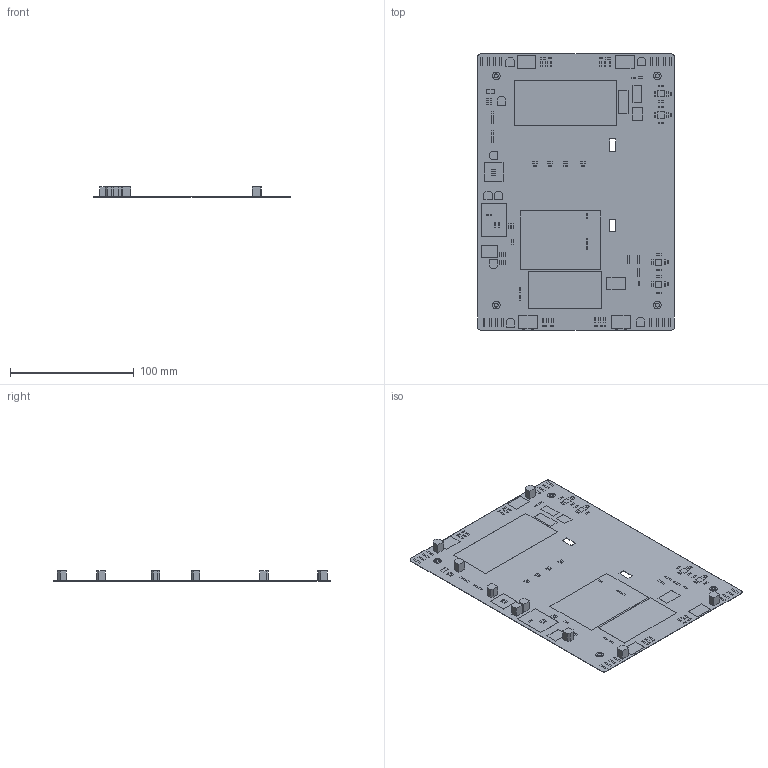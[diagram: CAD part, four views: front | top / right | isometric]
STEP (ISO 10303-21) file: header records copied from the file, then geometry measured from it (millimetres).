
FILE_DESCRIPTION(('STEP AP214'),'1');
FILE_NAME('Donald_AR_final2.step','2019-06-08T11:36:45',(' '),(' '),'Spatial InterOp 3D',' ',' ');
FILE_SCHEMA(('automotive_design'));
Length unit declared in the file: millimetre
Products named in the file (65): DesignRootModel; uid__60190; Submodel-noModelForPart_MTHOLE4_2985456872; placementOutline; Submodel-MTHOLE4_2985456872_part; Submodel-noModelForPart_FUSE_SOCKET_3489675904; Submodel-FUSE_SOCKET_3489675904_part; Submodel-noModelForPart_D1D40_2125953393; Submodel-D1D40_2125953393_part; Submodel-noModelForPart_CAP0805_2584229833; Submodel-CAP0805_2584229833_part; Submodel-noModelForPart_CAP-PO_3341295452; Submodel-CAP-PO_3341295452_part; Submodel-noModelForPart_REGULATOR-1117_754741559; Submodel-REGULATOR-1117_754741559_part; Submodel-noModelForPart_TESTPIN_3219705766; Submodel-TESTPIN_3219705766_part; Submodel-noModelForPart_3TESTPIN_1325198526; Submodel-3TESTPIN_1325198526_part; Submodel-noModelForPart_RES-1_slash_4W_2584229833; Submodel-RES-1_slash_4W_2584229833_part; Submodel-noModelForPart_MODULE_IMU_ADAFRUIT-BNO055_104348580; Submodel-MODULE_IMU_ADAFRUIT-BNO055_104348580_part; Submodel-noModelForPart_MY-LED_1402196824; Submodel-MY-LED_1402196824_part; Submodel-noModelForPart_FET-IRLZ44N_236013308; Submodel-FET-IRLZ44N_236013308_part; Submodel-noModelForPart_CONNECTOR-KF129-7.62-2P_3929300684; Submodel-CONNECTOR-KF129-7.62-2P_3929300684_part; Submodel-noModelForPart_BUTTON-NORAMAL-SWITCH_1388090123; Submodel-BUTTON-NORAMAL-SWITCH_1388090123_part; Submodel-noModelForPart_MODULE_DISTANCE_GY-530_VL53L0X_709448486; Submodel-MODULE_DISTANCE_GY-530_VL53L0X_709448486_part; Submodel-noModelForPart_MODULE_IMU_JY61_MPU6050_1315612332; Submodel-MODULE_IMU_JY61_MPU6050_1315612332_part; Submodel-noModelForPart_MCU-NUCLEO-STM32F446_2791632484; Submodel-MCU-NUCLEO-STM32F446_2791632484_part; Submodel-noModelForPart_ESTOP_3071082655; Submodel-ESTOP_3071082655_part; Submodel-noModelForPart_CONNECTOR-XT60-POWER_1244746098 ...
Assembly tree (169 placements, depth 4):
  DesignRootModel
    uid__60190
    Submodel-MTHOLE4_2985456872_part  x4
      Submodel-noModelForPart_MTHOLE4_2985456872
        placementOutline
        placementOutline
    Submodel-FUSE_SOCKET_3489675904_part
      Submodel-noModelForPart_FUSE_SOCKET_3489675904
        placementOutline
    Submodel-D1D40_2125953393_part
      Submodel-noModelForPart_D1D40_2125953393
        placementOutline
    Submodel-CAP0805_2584229833_part  x16
      Submodel-noModelForPart_CAP0805_2584229833
        placementOutline
    Submodel-CAP-PO_3341295452_part  x9
      Submodel-noModelForPart_CAP-PO_3341295452
        placementOutline
    Submodel-REGULATOR-1117_754741559_part
      Submodel-noModelForPart_REGULATOR-1117_754741559
        placementOutline
    Submodel-TESTPIN_3219705766_part  x2
      Submodel-noModelForPart_TESTPIN_3219705766
        placementOutline
    Submodel-3TESTPIN_1325198526_part  x21
      Submodel-noModelForPart_3TESTPIN_1325198526
        placementOutline
    Submodel-RES-1_slash_4W_2584229833_part  x41
      Submodel-noModelForPart_RES-1_slash_4W_2584229833
        placementOutline
    Submodel-MODULE_IMU_ADAFRUIT-BNO055_104348580_part
      Submodel-noModelForPart_MODULE_IMU_ADAFRUIT-BNO055_104348580
        placementOutline
    Submodel-MY-LED_1402196824_part  x13
      Submodel-noModelForPart_MY-LED_1402196824
        placementOutline
    Submodel-FET-IRLZ44N_236013308_part
      Submodel-noModelForPart_FET-IRLZ44N_236013308
        placementOutline
    Submodel-CONNECTOR-KF129-7.62-2P_3929300684_part  x4
      Submodel-noModelForPart_CONNECTOR-KF129-7.62-2P_3929300684
        placementOutline
        placementOutline
        placementOutline
    Submodel-BUTTON-NORAMAL-SWITCH_1388090123_part  x4
      Submodel-noModelForPart_BUTTON-NORAMAL-SWITCH_1388090123
        placementOutline
    Submodel-MODULE_DISTANCE_GY-530_VL53L0X_709448486_part
      Submodel-noModelForPart_MODULE_DISTANCE_GY-530_VL53L0X_709448486
        placementOutline
    Submodel-MODULE_IMU_JY61_MPU6050_1315612332_part
      Submodel-noModelForPart_MODULE_IMU_JY61_MPU6050_1315612332
        placementOutline
    Submodel-MCU-NUCLEO-STM32F446_2791632484_part
      Submodel-noModelForPart_MCU-NUCLEO-STM32F446_2791632484
        placementOutline
    Submodel-ESTOP_3071082655_part
      Submodel-noModelForPart_ESTOP_3071082655
        placementOutline
    Submodel-CONNECTOR-XT60-POWER_1244746098_part
Bounding box: 158.9 x 222.96 x 8.22 mm (x, y, z)
Volume: 14662.1 mm3; surface area: 94836.9 mm2
Topology: 138 solids, 138 shells, 834 faces, 1674 edges, 1116 vertices
Faces by surface type: plane 822, cylinder 12
Full cylindrical faces by diameter (mm): 3.048 x4, 6.096 x4
Entity records: 7860 total; most frequent: DIRECTION 1046, CARTESIAN_POINT 880, ORIENTED_EDGE 620, AXIS2_PLACEMENT_3D 374, EDGE_CURVE 310, LINE 298, VECTOR 298, PRODUCT_DEFINITION_SHAPE 234
